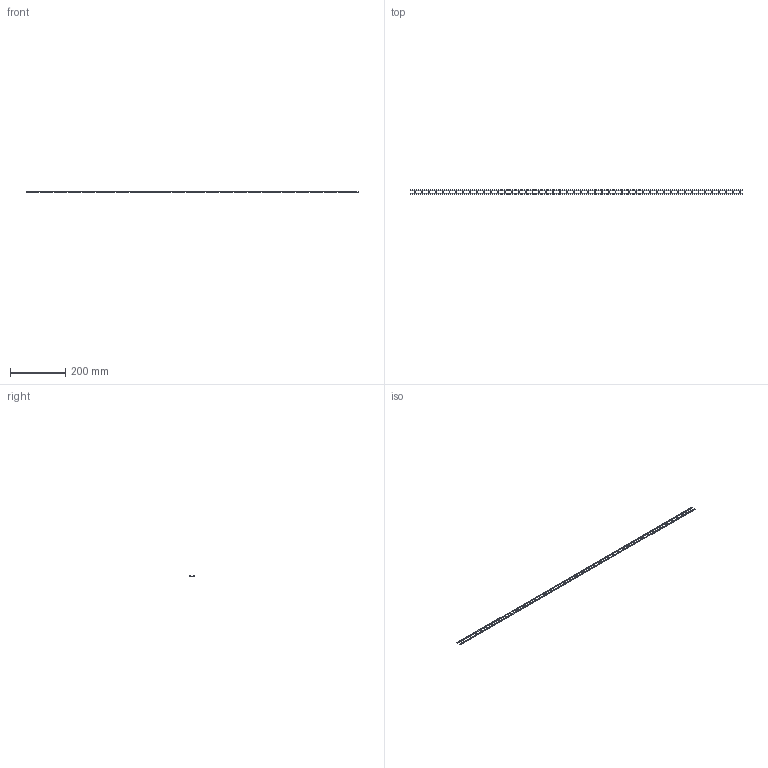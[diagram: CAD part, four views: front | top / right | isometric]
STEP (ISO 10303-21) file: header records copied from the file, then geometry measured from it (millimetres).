
FILE_DESCRIPTION(/* description */ (''),/* implementation_level */ '2;1');
FILE_NAME(/* name */ '1200mm track with tape 2.stp',/* time_stamp */ '2009-10-22T16:16:05+01:00',/* author */ (''),/* organization */ (''),/* preprocessor_version */ 'ST-DEVELOPER v11',/* originating_system */ 'SIEMENS UGS NX 6.0',/* authorisation */ '');
FILE_SCHEMA (('CONFIG_CONTROL_DESIGN'));
Products named in the file (1): 019091_A
Bounding box: 1200 x 18 x 0.41 mm (x, y, z)
Volume: 4449.5 mm3; surface area: 44260.3 mm2
Topology: 4 solids, 4 shells, 2180 faces, 6516 edges, 4344 vertices
Faces by surface type: cylinder 1262, plane 918
Entity records: 74556 total; most frequent: DIRECTION 13594, CARTESIAN_POINT 13041, ORIENTED_EDGE 13032, EDGE_CURVE 6516, AXIS2_PLACEMENT_3D 4897, VERTEX_POINT 4344, LINE 3800, VECTOR 3800
